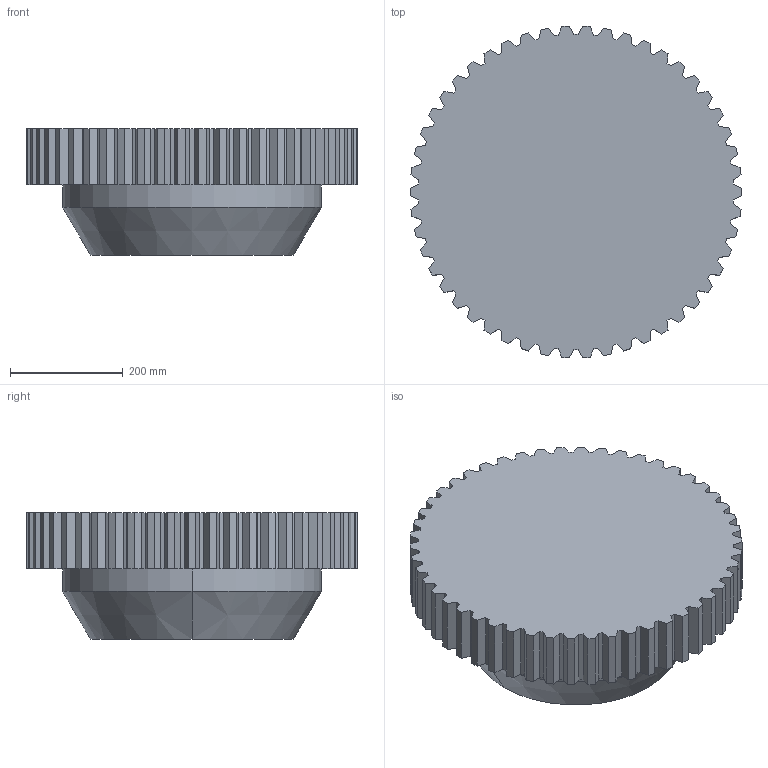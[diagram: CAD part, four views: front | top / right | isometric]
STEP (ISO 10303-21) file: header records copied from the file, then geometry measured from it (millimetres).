
FILE_DESCRIPTION((''),'2;1');
FILE_NAME('PRT0002','2020-09-01T14:32:36',('Chris'),('Christopher Schuster, 01703281110'),'CREO PARAMETRIC BY PTC INC, 2019224','CREO PARAMETRIC BY PTC INC, 2019224','');
FILE_SCHEMA(('CONFIG_CONTROL_DESIGN'));
Length unit declared in the file: millimetre
Products named in the file (1): PRT0002
Bounding box: 589.69 x 589.35 x 225 mm (x, y, z)
Volume: 44082222.5 mm3; surface area: 915066.5 mm2
Topology: 1 solids, 1 shells, 207 faces, 610 edges, 406 vertices
Faces by surface type: plane 153, cylinder 52, cone 2
Entity records: 6892 total; most frequent: CARTESIAN_POINT 1223, ORIENTED_EDGE 1220, DIRECTION 1130, EDGE_CURVE 610, VECTOR 504, LINE 504, VERTEX_POINT 406, AXIS2_PLACEMENT_3D 313
